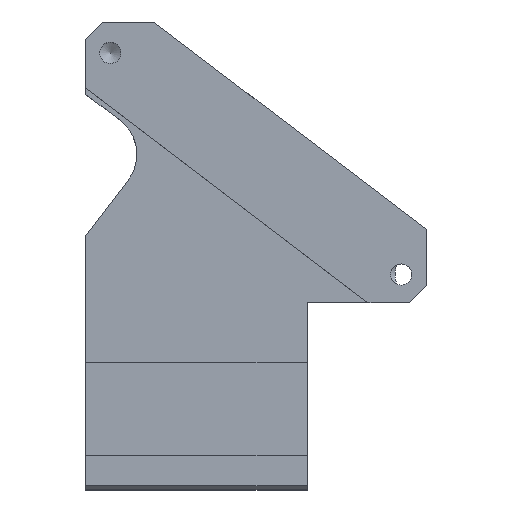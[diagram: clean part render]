
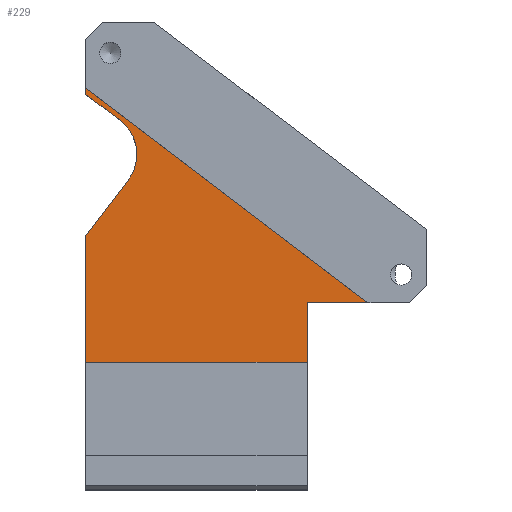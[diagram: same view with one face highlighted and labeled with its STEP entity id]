
A CAD part, top view. The second image highlights one B-rep face of the part: STEP entity #229.
In plain terms, the highlighted planar face has unit normal (0, 0, 1).
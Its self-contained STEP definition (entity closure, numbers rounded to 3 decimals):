
#10 = VECTOR ( 'NONE', #77, 1000. ) ;
#66 = CARTESIAN_POINT ( 'NONE',  ( -20., 44.266, 1. ) ) ;
#77 = DIRECTION ( 'NONE',  ( -0.795, 0.606, 0. ) ) ;
#95 = ORIENTED_EDGE ( 'NONE', *, *, #670, .T. ) ;
#100 = ORIENTED_EDGE ( 'NONE', *, *, #967, .T. ) ;
#118 = VECTOR ( 'NONE', #164, 1000. ) ;
#143 = EDGE_CURVE ( 'NONE', #756, #589, #892, .T. ) ;
#144 = LINE ( 'NONE', #318, #493 ) ;
#146 = DIRECTION ( 'NONE',  ( 1., 0., 0. ) ) ;
#153 = VECTOR ( 'NONE', #871, 1000. ) ;
#164 = DIRECTION ( 'NONE',  ( -0.606, -0.795, 0. ) ) ;
#186 = LINE ( 'NONE', #521, #153 ) ;
#220 = DIRECTION ( 'NONE',  ( 0., 0., -1. ) ) ;
#229 = ADVANCED_FACE ( 'NONE', ( #308 ), #917, .T. ) ;
#237 = VECTOR ( 'NONE', #480, 1000. ) ;
#240 = CARTESIAN_POINT ( 'NONE',  ( -15.023, 33.423, 1. ) ) ;
#244 = LINE ( 'NONE', #748, #237 ) ;
#274 = VERTEX_POINT ( 'NONE', #1025 ) ;
#294 = CARTESIAN_POINT ( 'NONE',  ( -20., 44.266, 1. ) ) ;
#308 = FACE_OUTER_BOUND ( 'NONE', #900, .T. ) ;
#318 = CARTESIAN_POINT ( 'NONE',  ( -20., 12., 1. ) ) ;
#327 = DIRECTION ( 'NONE',  ( 0., -1., 0. ) ) ;
#328 = ORIENTED_EDGE ( 'NONE', *, *, #621, .T. ) ;
#332 = VERTEX_POINT ( 'NONE', #603 ) ;
#342 = EDGE_CURVE ( 'NONE', #614, #332, #186, .T. ) ;
#365 = AXIS2_PLACEMENT_3D ( 'NONE', #1092, #220, #659 ) ;
#382 = CARTESIAN_POINT ( 'NONE',  ( 13.167, 19., 1. ) ) ;
#392 = VERTEX_POINT ( 'NONE', #698 ) ;
#409 = DIRECTION ( 'NONE',  ( 0., 0., 1. ) ) ;
#418 = ORIENTED_EDGE ( 'NONE', *, *, #510, .T. ) ;
#453 = DIRECTION ( 'NONE',  ( 1., 0., 0. ) ) ;
#480 = DIRECTION ( 'NONE',  ( 0., -1., 0. ) ) ;
#493 = VECTOR ( 'NONE', #760, 1000. ) ;
#502 = LINE ( 'NONE', #851, #10 ) ;
#510 = EDGE_CURVE ( 'NONE', #515, #614, #1073, .T. ) ;
#515 = VERTEX_POINT ( 'NONE', #294 ) ;
#521 = CARTESIAN_POINT ( 'NONE',  ( -20., 43.5, 1. ) ) ;
#533 = DIRECTION ( 'NONE',  ( 0., -1., 0. ) ) ;
#538 = EDGE_CURVE ( 'NONE', #756, #274, #244, .T. ) ;
#540 = CARTESIAN_POINT ( 'NONE',  ( 6., 19., 1. ) ) ;
#552 = AXIS2_PLACEMENT_3D ( 'NONE', #835, #409, #146 ) ;
#557 = VECTOR ( 'NONE', #533, 1000. ) ;
#583 = ORIENTED_EDGE ( 'NONE', *, *, #143, .T. ) ;
#588 = EDGE_CURVE ( 'NONE', #392, #274, #144, .T. ) ;
#589 = VERTEX_POINT ( 'NONE', #382 ) ;
#590 = LINE ( 'NONE', #66, #666 ) ;
#603 = CARTESIAN_POINT ( 'NONE',  ( -15.97, 40.43, 1. ) ) ;
#609 = ORIENTED_EDGE ( 'NONE', *, *, #657, .T. ) ;
#614 = VERTEX_POINT ( 'NONE', #735 ) ;
#621 = EDGE_CURVE ( 'NONE', #332, #879, #753, .T. ) ;
#657 = EDGE_CURVE ( 'NONE', #879, #684, #669, .T. ) ;
#659 = DIRECTION ( 'NONE',  ( 1., 0., 0. ) ) ;
#666 = VECTOR ( 'NONE', #327, 1000. ) ;
#669 = LINE ( 'NONE', #938, #118 ) ;
#670 = EDGE_CURVE ( 'NONE', #589, #515, #502, .T. ) ;
#684 = VERTEX_POINT ( 'NONE', #719 ) ;
#698 = CARTESIAN_POINT ( 'NONE',  ( -20., 12., 1. ) ) ;
#710 = ORIENTED_EDGE ( 'NONE', *, *, #538, .F. ) ;
#719 = CARTESIAN_POINT ( 'NONE',  ( -20., 26.889, 1. ) ) ;
#735 = CARTESIAN_POINT ( 'NONE',  ( -20., 43.5, 1. ) ) ;
#748 = CARTESIAN_POINT ( 'NONE',  ( 6., 0., 1. ) ) ;
#753 = CIRCLE ( 'NONE', #365, 5. ) ;
#756 = VERTEX_POINT ( 'NONE', #540 ) ;
#760 = DIRECTION ( 'NONE',  ( 1., 0., 0. ) ) ;
#810 = ORIENTED_EDGE ( 'NONE', *, *, #342, .T. ) ;
#835 = CARTESIAN_POINT ( 'NONE',  ( 18.745, 8.464, 1. ) ) ;
#845 = VECTOR ( 'NONE', #453, 1000. ) ;
#851 = CARTESIAN_POINT ( 'NONE',  ( -20., 44.266, 1. ) ) ;
#871 = DIRECTION ( 'NONE',  ( 0.795, -0.606, 0. ) ) ;
#879 = VERTEX_POINT ( 'NONE', #240 ) ;
#892 = LINE ( 'NONE', #897, #845 ) ;
#897 = CARTESIAN_POINT ( 'NONE',  ( 6., 19., 1. ) ) ;
#900 = EDGE_LOOP ( 'NONE', ( #583, #95, #418, #810, #328, #609, #100, #981, #710 ) ) ;
#917 = PLANE ( 'NONE',  #552 ) ;
#938 = CARTESIAN_POINT ( 'NONE',  ( -15.023, 33.423, 1. ) ) ;
#967 = EDGE_CURVE ( 'NONE', #684, #392, #590, .T. ) ;
#981 = ORIENTED_EDGE ( 'NONE', *, *, #588, .T. ) ;
#989 = CARTESIAN_POINT ( 'NONE',  ( -20., 44.266, 1. ) ) ;
#1025 = CARTESIAN_POINT ( 'NONE',  ( 6., 12., 1. ) ) ;
#1073 = LINE ( 'NONE', #989, #557 ) ;
#1092 = CARTESIAN_POINT ( 'NONE',  ( -19., 36.453, 1. ) ) ;
